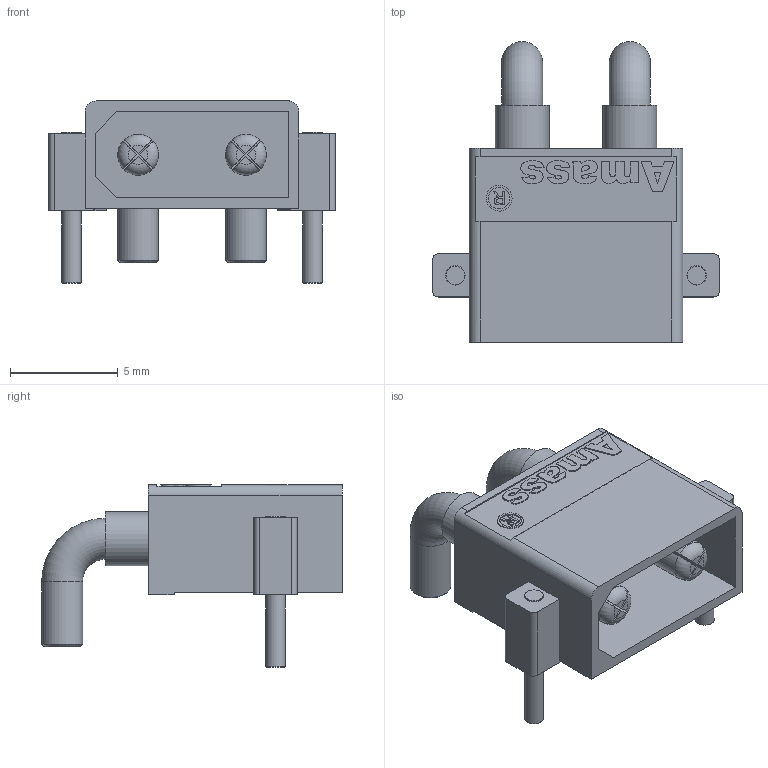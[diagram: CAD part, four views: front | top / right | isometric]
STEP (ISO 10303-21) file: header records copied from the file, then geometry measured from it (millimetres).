
FILE_DESCRIPTION(/* description */ ('Unknown'),/* implementation_level */ '2;1');
FILE_NAME(/* name */ 'Amass_XT30PW-M_pcb solder',/* time_stamp */ '2019-08-01T20:39:49+02:00',/* author */ ('Unknown'),/* organization */ ('Unknown'),/* preprocessor_version */ 'ST-DEVELOPER v16',/* originating_system */ 'DEX',/* authorisation */ $);
FILE_SCHEMA (('AUTOMOTIVE_DESIGN {1 0 10303 214 3 1 1}'));
Length unit declared in the file: millimetre
Products named in the file (1): Amass_XT30PW-M_pcb solder
Bounding box: 13.3 x 13.95 x 8.45 mm (x, y, z)
Volume: 310.9 mm3; surface area: 869.9 mm2
Topology: 1 solids, 1 shells, 274 faces, 693 edges, 462 vertices
Faces by surface type: plane 186, bspline 40, cylinder 32, torus 10, cone 6
Full cylindrical faces by diameter (mm): 0.9 x4, 1.9 x2, 2.5 x2
Entity records: 13240 total; most frequent: CARTESIAN_POINT 5390, ORIENTED_EDGE 1330, DIRECTION 945, EDGE_CURVE 665, VERTEX_POINT 454, EDGE_LOOP 335, FACE_BOUND 335, AXIS2_PLACEMENT_3D 319
